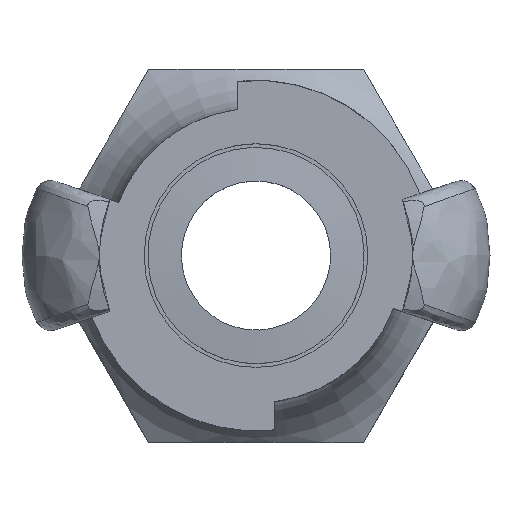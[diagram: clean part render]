
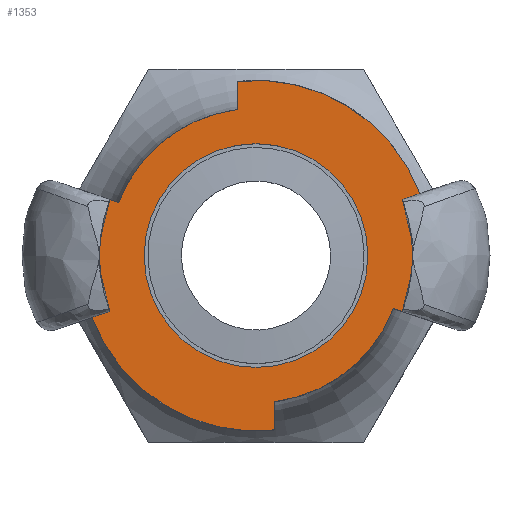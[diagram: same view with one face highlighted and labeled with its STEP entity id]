
A CAD part, top view. The second image highlights one B-rep face of the part: STEP entity #1353.
In plain terms, the highlighted planar face has unit normal (0, 0, 1).
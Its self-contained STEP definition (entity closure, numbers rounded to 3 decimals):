
#106=FACE_BOUND('',#291,.T.);
#131=PLANE('',#1482);
#215=FACE_OUTER_BOUND('',#290,.T.);
#290=EDGE_LOOP('',(#1136,#1137,#1138,#1139,#1140,#1141,#1142,#1143,#1144,
#1145,#1146,#1147));
#291=EDGE_LOOP('',(#1148,#1149));
#323=LINE('',#2503,#382);
#328=LINE('',#2832,#387);
#336=LINE('',#2935,#395);
#339=LINE('',#2942,#398);
#346=LINE('',#2975,#405);
#350=LINE('',#3002,#409);
#382=VECTOR('',#1611,10.);
#387=VECTOR('',#1636,10.);
#395=VECTOR('',#1662,10.);
#398=VECTOR('',#1667,10.);
#405=VECTOR('',#1704,10.);
#409=VECTOR('',#1712,10.);
#449=CIRCLE('',#1435,19.75);
#452=CIRCLE('',#1439,19.75);
#461=CIRCLE('',#1456,15.);
#462=CIRCLE('',#1457,15.);
#463=CIRCLE('',#1463,23.514);
#466=CIRCLE('',#1469,23.497);
#471=CIRCLE('',#1483,25.5);
#472=CIRCLE('',#1484,25.5);
#552=VERTEX_POINT('',#2500);
#553=VERTEX_POINT('',#2502);
#567=VERTEX_POINT('',#2829);
#568=VERTEX_POINT('',#2831);
#569=VERTEX_POINT('',#2835);
#570=VERTEX_POINT('',#2837);
#575=VERTEX_POINT('',#2883);
#582=VERTEX_POINT('',#2933);
#584=VERTEX_POINT('',#2939);
#585=VERTEX_POINT('',#2941);
#593=VERTEX_POINT('',#2965);
#594=VERTEX_POINT('',#2966);
#595=VERTEX_POINT('',#2971);
#598=VERTEX_POINT('',#2998);
#704=EDGE_CURVE('',#552,#553,#323,.T.);
#732=EDGE_CURVE('',#567,#568,#328,.T.);
#735=EDGE_CURVE('',#569,#570,#449,.T.);
#741=EDGE_CURVE('',#568,#575,#452,.T.);
#750=EDGE_CURVE('',#582,#569,#336,.T.);
#753=EDGE_CURVE('',#584,#585,#339,.T.);
#763=EDGE_CURVE('',#593,#594,#461,.T.);
#764=EDGE_CURVE('',#594,#593,#462,.T.);
#768=EDGE_CURVE('',#595,#570,#346,.T.);
#773=EDGE_CURVE('',#598,#575,#350,.T.);
#776=EDGE_CURVE('',#552,#595,#463,.T.);
#782=EDGE_CURVE('',#584,#598,#466,.T.);
#796=EDGE_CURVE('',#585,#582,#471,.T.);
#797=EDGE_CURVE('',#553,#567,#472,.T.);
#1136=ORIENTED_EDGE('',*,*,#776,.T.);
#1137=ORIENTED_EDGE('',*,*,#768,.T.);
#1138=ORIENTED_EDGE('',*,*,#735,.F.);
#1139=ORIENTED_EDGE('',*,*,#750,.F.);
#1140=ORIENTED_EDGE('',*,*,#796,.F.);
#1141=ORIENTED_EDGE('',*,*,#753,.F.);
#1142=ORIENTED_EDGE('',*,*,#782,.T.);
#1143=ORIENTED_EDGE('',*,*,#773,.T.);
#1144=ORIENTED_EDGE('',*,*,#741,.F.);
#1145=ORIENTED_EDGE('',*,*,#732,.F.);
#1146=ORIENTED_EDGE('',*,*,#797,.F.);
#1147=ORIENTED_EDGE('',*,*,#704,.F.);
#1148=ORIENTED_EDGE('',*,*,#763,.T.);
#1149=ORIENTED_EDGE('',*,*,#764,.T.);
#1353=ADVANCED_FACE('',(#215,#106),#131,.F.);
#1435=AXIS2_PLACEMENT_3D('',#2838,#1641,#1642);
#1439=AXIS2_PLACEMENT_3D('',#2884,#1650,#1651);
#1456=AXIS2_PLACEMENT_3D('',#2967,#1695,#1696);
#1457=AXIS2_PLACEMENT_3D('',#2968,#1697,#1698);
#1463=AXIS2_PLACEMENT_3D('',#3025,#1718,#1719);
#1469=AXIS2_PLACEMENT_3D('',#3053,#1732,#1733);
#1482=AXIS2_PLACEMENT_3D('',#3132,#1764,#1765);
#1483=AXIS2_PLACEMENT_3D('',#3133,#1766,#1767);
#1484=AXIS2_PLACEMENT_3D('',#3134,#1768,#1769);
#1611=DIRECTION('',(-0.948,-0.319,0.));
#1636=DIRECTION('',(0.948,-0.319,0.));
#1641=DIRECTION('center_axis',(0.,0.,-1.));
#1642=DIRECTION('ref_axis',(-1.,0.,0.));
#1650=DIRECTION('center_axis',(0.,0.,-1.));
#1651=DIRECTION('ref_axis',(-1.,0.,0.));
#1662=DIRECTION('',(-0.948,0.319,0.));
#1667=DIRECTION('',(0.948,0.319,0.));
#1695=DIRECTION('center_axis',(0.,0.,-1.));
#1696=DIRECTION('ref_axis',(0.,-1.,0.));
#1697=DIRECTION('center_axis',(0.,0.,-1.));
#1698=DIRECTION('ref_axis',(0.,-1.,0.));
#1704=DIRECTION('',(0.,1.,0.));
#1712=DIRECTION('',(0.,-1.,0.));
#1718=DIRECTION('center_axis',(0.,0.,1.));
#1719=DIRECTION('ref_axis',(0.936,0.353,0.));
#1732=DIRECTION('center_axis',(0.,0.,1.));
#1733=DIRECTION('ref_axis',(-0.936,-0.353,0.));
#1764=DIRECTION('center_axis',(0.,0.,-1.));
#1765=DIRECTION('ref_axis',(-1.,0.,0.));
#1766=DIRECTION('center_axis',(0.,0.,-1.));
#1767=DIRECTION('ref_axis',(0.,-1.,0.));
#1768=DIRECTION('center_axis',(0.,0.,-1.));
#1769=DIRECTION('ref_axis',(0.,-1.,0.));
#2500=CARTESIAN_POINT('',(-22.,-8.303,0.));
#2502=CARTESIAN_POINT('',(-23.883,-8.937,0.));
#2503=CARTESIAN_POINT('',(-11.008,-4.601,0.));
#2829=CARTESIAN_POINT('',(-23.883,8.937,0.));
#2831=CARTESIAN_POINT('',(-18.429,7.101,0.));
#2832=CARTESIAN_POINT('',(-12.197,5.002,0.));
#2835=CARTESIAN_POINT('',(18.429,-7.101,0.));
#2837=CARTESIAN_POINT('',(2.5,-19.591,0.));
#2838=CARTESIAN_POINT('Origin',(0.,0.,0.));
#2883=CARTESIAN_POINT('',(-2.5,19.591,0.));
#2884=CARTESIAN_POINT('Origin',(0.,0.,0.));
#2933=CARTESIAN_POINT('',(23.883,-8.937,0.));
#2935=CARTESIAN_POINT('',(16.054,-6.301,0.));
#2939=CARTESIAN_POINT('',(21.984,8.298,0.));
#2941=CARTESIAN_POINT('',(23.883,8.937,0.));
#2942=CARTESIAN_POINT('',(7.151,3.302,0.));
#2965=CARTESIAN_POINT('',(0.,-15.,0.));
#2966=CARTESIAN_POINT('',(0.,15.,0.));
#2967=CARTESIAN_POINT('Origin',(0.,0.,0.));
#2968=CARTESIAN_POINT('Origin',(0.,0.,0.));
#2971=CARTESIAN_POINT('',(2.5,-23.381,0.));
#2975=CARTESIAN_POINT('',(2.5,0.,0.));
#2998=CARTESIAN_POINT('',(-2.5,23.364,0.));
#3002=CARTESIAN_POINT('',(-2.5,0.,0.));
#3025=CARTESIAN_POINT('Origin',(0.,0.,0.));
#3053=CARTESIAN_POINT('Origin',(0.,0.,0.));
#3132=CARTESIAN_POINT('Origin',(0.,-12.75,0.));
#3133=CARTESIAN_POINT('Origin',(0.,0.,0.));
#3134=CARTESIAN_POINT('Origin',(0.,0.,0.));
